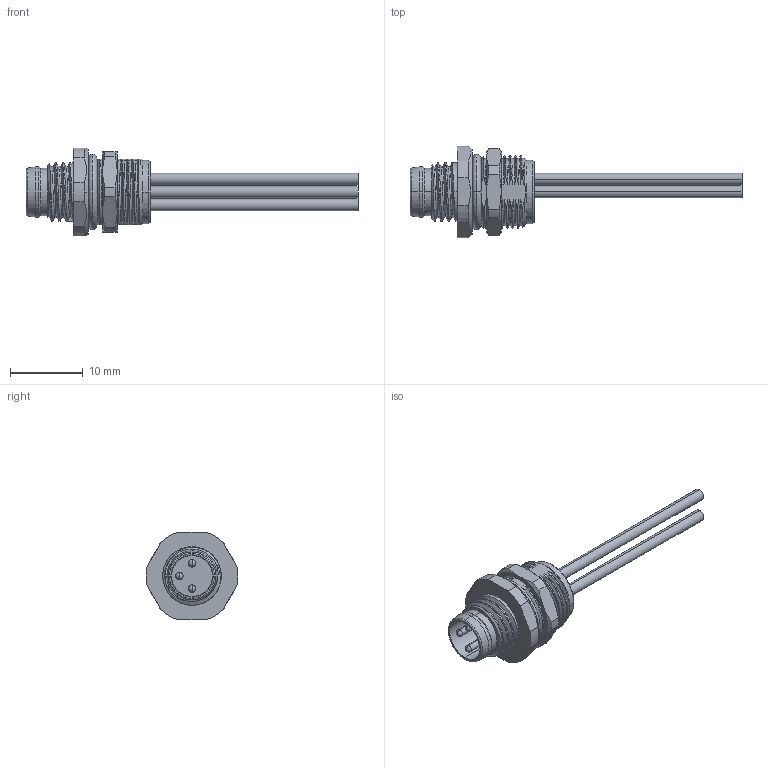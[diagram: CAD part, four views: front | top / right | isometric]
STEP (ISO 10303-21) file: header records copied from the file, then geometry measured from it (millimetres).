
FILE_DESCRIPTION((''),'2;1');
FILE_NAME('HOUSING-3P-MALE-AOCAO31_','2025-09-28T',('gongcheng16'),(''),'PRO/ENGINEER BY PARAMETRIC TECHNOLOGY CORPORATION, 2010280','PRO/ENGINEER BY PARAMETRIC TECHNOLOGY CORPORATION, 2010280','');
FILE_SCHEMA(('CONFIG_CONTROL_DESIGN'));
Length unit declared in the file: millimetre
Products named in the file (1): HOUSING-3P-MALE-AOCAO31_
Bounding box: 45.5 x 12.6 x 12 mm (x, y, z)
Volume: 332.5 mm3; surface area: 2764.6 mm2
Topology: 1 solids, 11 shells, 374 faces, 908 edges, 571 vertices
Faces by surface type: cylinder 138, plane 97, cone 65, bspline 56, torus 12, sphere 6
Entity records: 23604 total; most frequent: CARTESIAN_POINT 15165, ORIENTED_EDGE 1792, DIRECTION 1645, EDGE_CURVE 896, AXIS2_PLACEMENT_3D 653, VERTEX_POINT 571, EDGE_LOOP 419, FACE_OUTER_BOUND 374
